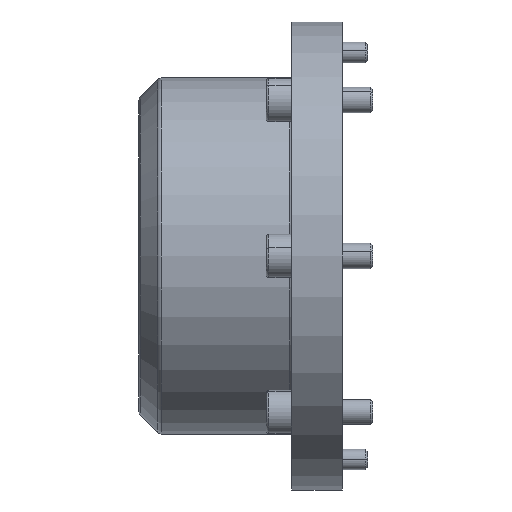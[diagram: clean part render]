
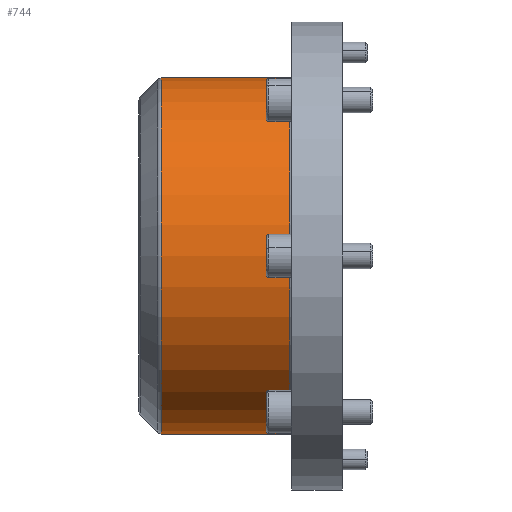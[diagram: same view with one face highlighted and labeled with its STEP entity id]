
A CAD part, left-side view. The second image highlights one B-rep face of the part: STEP entity #744.
In plain terms, the highlighted cylindrical face has radius 35 mm (diameter 70 mm), a partial arc.
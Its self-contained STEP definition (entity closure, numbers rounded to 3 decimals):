
#53 = CIRCLE ( 'NONE', #4464, 35. ) ;
#235 = CARTESIAN_POINT ( 'NONE',  ( 0., 35.586, 0. ) ) ;
#426 = CYLINDRICAL_SURFACE ( 'NONE', #5207, 35. ) ;
#465 = CARTESIAN_POINT ( 'NONE',  ( 0., 10., 0. ) ) ;
#483 = VECTOR ( 'NONE', #3793, 1000. ) ;
#744 = ADVANCED_FACE ( 'NONE', ( #3613 ), #426, .T. ) ;
#1081 = VERTEX_POINT ( 'NONE', #5465 ) ;
#1373 = CARTESIAN_POINT ( 'NONE',  ( 0., 35.586, 35. ) ) ;
#1383 = EDGE_CURVE ( 'NONE', #1081, #2545, #6537, .T. ) ;
#1449 = DIRECTION ( 'NONE',  ( 0., 0., -1. ) ) ;
#1577 = EDGE_CURVE ( 'NONE', #1718, #2545, #6783, .T. ) ;
#1718 = VERTEX_POINT ( 'NONE', #1373 ) ;
#1916 = LINE ( 'NONE', #6484, #483 ) ;
#1922 = EDGE_CURVE ( 'NONE', #6194, #1718, #1916, .T. ) ;
#2295 = ORIENTED_EDGE ( 'NONE', *, *, #1922, .T. ) ;
#2463 = ORIENTED_EDGE ( 'NONE', *, *, #1383, .F. ) ;
#2536 = DIRECTION ( 'NONE',  ( 0., 1., 0. ) ) ;
#2545 = VERTEX_POINT ( 'NONE', #3358 ) ;
#2773 = EDGE_CURVE ( 'NONE', #1081, #6194, #53, .T. ) ;
#3358 = CARTESIAN_POINT ( 'NONE',  ( 0., 35.586, -35. ) ) ;
#3381 = CARTESIAN_POINT ( 'NONE',  ( 0., 10., -35. ) ) ;
#3442 = DIRECTION ( 'NONE',  ( 0., -1., 0. ) ) ;
#3613 = FACE_OUTER_BOUND ( 'NONE', #6450, .T. ) ;
#3793 = DIRECTION ( 'NONE',  ( 0., 1., 0. ) ) ;
#4464 = AXIS2_PLACEMENT_3D ( 'NONE', #5749, #2536, #6293 ) ;
#5121 = VECTOR ( 'NONE', #5531, 1000. ) ;
#5207 = AXIS2_PLACEMENT_3D ( 'NONE', #465, #5234, #1449 ) ;
#5234 = DIRECTION ( 'NONE',  ( 0., 1., 0. ) ) ;
#5465 = CARTESIAN_POINT ( 'NONE',  ( 0., 10.4, -35. ) ) ;
#5487 = ORIENTED_EDGE ( 'NONE', *, *, #1577, .T. ) ;
#5531 = DIRECTION ( 'NONE',  ( 0., 1., 0. ) ) ;
#5749 = CARTESIAN_POINT ( 'NONE',  ( 0., 10.4, 0. ) ) ;
#5876 = AXIS2_PLACEMENT_3D ( 'NONE', #235, #3442, #6660 ) ;
#6082 = CARTESIAN_POINT ( 'NONE',  ( 0., 10.4, 35. ) ) ;
#6194 = VERTEX_POINT ( 'NONE', #6082 ) ;
#6293 = DIRECTION ( 'NONE',  ( 0., 0., -1. ) ) ;
#6323 = ORIENTED_EDGE ( 'NONE', *, *, #2773, .T. ) ;
#6450 = EDGE_LOOP ( 'NONE', ( #6323, #2295, #5487, #2463 ) ) ;
#6484 = CARTESIAN_POINT ( 'NONE',  ( 0., 10., 35. ) ) ;
#6537 = LINE ( 'NONE', #3381, #5121 ) ;
#6660 = DIRECTION ( 'NONE',  ( 0., 0., -1. ) ) ;
#6783 = CIRCLE ( 'NONE', #5876, 35. ) ;
